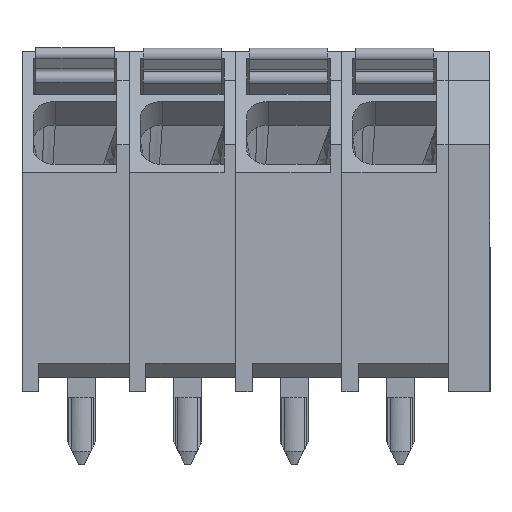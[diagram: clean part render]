
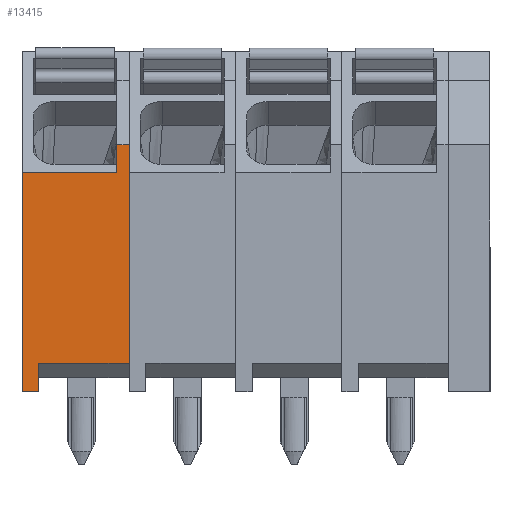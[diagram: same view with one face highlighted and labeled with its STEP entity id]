
A CAD part, front view. The second image highlights one B-rep face of the part: STEP entity #13415.
In plain terms, the highlighted planar face has unit normal (0, -1, 0).
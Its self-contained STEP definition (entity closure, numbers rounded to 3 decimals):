
#3638=ORIENTED_EDGE('',*,*,#6047,.T.);
#3639=ORIENTED_EDGE('',*,*,#6048,.T.);
#3640=ORIENTED_EDGE('',*,*,#5952,.F.);
#3641=ORIENTED_EDGE('',*,*,#6049,.T.);
#3642=ORIENTED_EDGE('',*,*,#6050,.T.);
#3643=ORIENTED_EDGE('',*,*,#6005,.T.);
#3644=ORIENTED_EDGE('',*,*,#6051,.T.);
#3645=ORIENTED_EDGE('',*,*,#6052,.F.);
#5952=EDGE_CURVE('',#7395,#7396,#8841,.T.);
#6005=EDGE_CURVE('',#7440,#7439,#8885,.T.);
#6047=EDGE_CURVE('',#7479,#7480,#8914,.T.);
#6048=EDGE_CURVE('',#7480,#7396,#8915,.T.);
#6049=EDGE_CURVE('',#7395,#7481,#8916,.T.);
#6050=EDGE_CURVE('',#7481,#7440,#8917,.T.);
#6051=EDGE_CURVE('',#7439,#7482,#8918,.T.);
#6052=EDGE_CURVE('',#7479,#7482,#8919,.T.);
#7395=VERTEX_POINT('',#21571);
#7396=VERTEX_POINT('',#21573);
#7439=VERTEX_POINT('',#21673);
#7440=VERTEX_POINT('',#21675);
#7479=VERTEX_POINT('',#21768);
#7480=VERTEX_POINT('',#21769);
#7481=VERTEX_POINT('',#21772);
#7482=VERTEX_POINT('',#21775);
#8841=LINE('',#21572,#10372);
#8885=LINE('',#21674,#10416);
#8914=LINE('',#21767,#10445);
#8915=LINE('',#21770,#10446);
#8916=LINE('',#21771,#10447);
#8917=LINE('',#21773,#10448);
#8918=LINE('',#21774,#10449);
#8919=LINE('',#21776,#10450);
#10372=VECTOR('',#17583,1000.);
#10416=VECTOR('',#17655,1000.);
#10445=VECTOR('',#17734,1000.);
#10446=VECTOR('',#17735,1000.);
#10447=VECTOR('',#17736,1000.);
#10448=VECTOR('',#17737,1000.);
#10449=VECTOR('',#17738,1000.);
#10450=VECTOR('',#17739,1000.);
#11334=EDGE_LOOP('',(#3638,#3639,#3640,#3641,#3642,#3643,#3644,#3645));
#12136=FACE_BOUND('',#11334,.T.);
#12739=PLANE('',#14533);
#13415=ADVANCED_FACE('',(#12136),#12739,.F.);
#14533=AXIS2_PLACEMENT_3D('',#21766,#17732,#17733);
#17583=DIRECTION('',(0.,0.,-1.));
#17655=DIRECTION('',(-1.,0.,0.));
#17732=DIRECTION('',(0.,1.,0.));
#17733=DIRECTION('',(0.,0.,1.));
#17734=DIRECTION('',(0.,0.,1.));
#17735=DIRECTION('',(1.,0.,0.));
#17736=DIRECTION('',(-1.,0.,0.));
#17737=DIRECTION('',(0.,0.,-1.));
#17738=DIRECTION('',(0.,0.,-1.));
#17739=DIRECTION('',(-1.,0.,0.));
#21571=CARTESIAN_POINT('',(1.92,-6.,4.85));
#21572=CARTESIAN_POINT('',(1.92,-6.,4.85));
#21573=CARTESIAN_POINT('',(1.92,-6.,-2.99));
#21673=CARTESIAN_POINT('',(-1.92,-6.,3.86));
#21674=CARTESIAN_POINT('',(1.48,-6.,3.86));
#21675=CARTESIAN_POINT('',(1.48,-6.,3.86));
#21766=CARTESIAN_POINT('',(1.92,-6.,4.85));
#21767=CARTESIAN_POINT('',(-1.33,-6.,-4.));
#21768=CARTESIAN_POINT('',(-1.33,-6.,-4.));
#21769=CARTESIAN_POINT('',(-1.33,-6.,-2.99));
#21770=CARTESIAN_POINT('',(1.92,-6.,-2.99));
#21771=CARTESIAN_POINT('',(1.92,-6.,4.85));
#21772=CARTESIAN_POINT('',(1.48,-6.,4.85));
#21773=CARTESIAN_POINT('',(1.48,-6.,3.86));
#21774=CARTESIAN_POINT('',(-1.92,-6.,4.85));
#21775=CARTESIAN_POINT('',(-1.92,-6.,-4.));
#21776=CARTESIAN_POINT('',(1.92,-6.,-4.));
